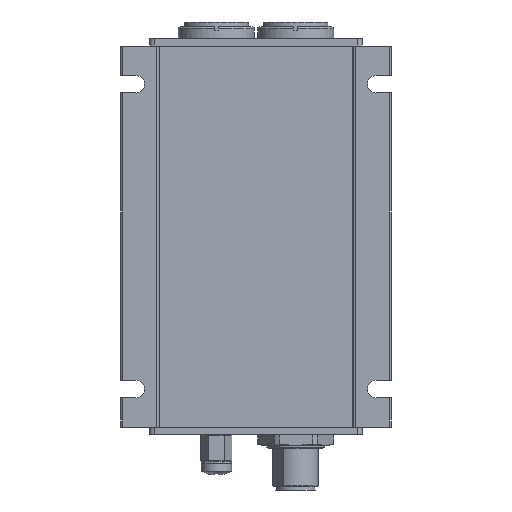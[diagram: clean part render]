
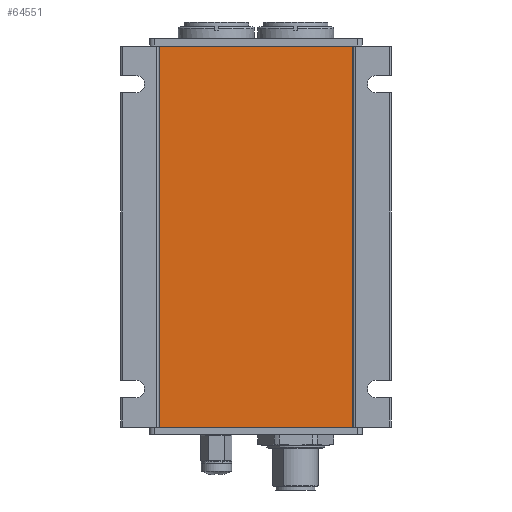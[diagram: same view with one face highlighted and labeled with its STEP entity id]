
A CAD part, front view. The second image highlights one B-rep face of the part: STEP entity #64551.
In plain terms, the highlighted planar face has unit normal (0, -1, 0).
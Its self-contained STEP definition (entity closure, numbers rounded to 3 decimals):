
#1033=PLANE('',#68919);
#4530=LINE('',#93852,#9889);
#4606=LINE('',#94175,#9965);
#4703=LINE('',#94375,#10062);
#4705=LINE('',#94378,#10064);
#9889=VECTOR('',#74483,50.6);
#9965=VECTOR('',#74745,50.6);
#10062=VECTOR('',#75018,100.);
#10064=VECTOR('',#75022,100.);
#15799=FACE_OUTER_BOUND('',#19368,.T.);
#19368=EDGE_LOOP('',(#44261,#44262,#44263,#44264));
#26088=VERTEX_POINT('',#93849);
#26089=VERTEX_POINT('',#93851);
#26242=VERTEX_POINT('',#94172);
#26243=VERTEX_POINT('',#94174);
#32845=EDGE_CURVE('',#26089,#26088,#4530,.T.);
#33009=EDGE_CURVE('',#26243,#26242,#4606,.T.);
#33115=EDGE_CURVE('',#26243,#26088,#4703,.T.);
#33117=EDGE_CURVE('',#26089,#26242,#4705,.T.);
#44261=ORIENTED_EDGE('',*,*,#33115,.F.);
#44262=ORIENTED_EDGE('',*,*,#33009,.T.);
#44263=ORIENTED_EDGE('',*,*,#33117,.F.);
#44264=ORIENTED_EDGE('',*,*,#32845,.T.);
#64551=ADVANCED_FACE('',(#15799),#1033,.T.);
#68919=AXIS2_PLACEMENT_3D('',#94393,#75050,#75051);
#74483=DIRECTION('',(1.,0.,0.));
#74745=DIRECTION('',(-1.,0.,0.));
#75018=DIRECTION('',(0.,0.,-1.));
#75022=DIRECTION('',(0.,0.,1.));
#75050=DIRECTION('center_axis',(0.,-1.,0.));
#75051=DIRECTION('ref_axis',(0.,0.,-1.));
#93849=CARTESIAN_POINT('',(25.3,-11.2,-50.));
#93851=CARTESIAN_POINT('',(-25.3,-11.2,-50.));
#93852=CARTESIAN_POINT('',(-25.3,-11.2,-50.));
#94172=CARTESIAN_POINT('',(-25.3,-11.2,50.));
#94174=CARTESIAN_POINT('',(25.3,-11.2,50.));
#94175=CARTESIAN_POINT('',(25.3,-11.2,50.));
#94375=CARTESIAN_POINT('',(25.3,-11.2,50.));
#94378=CARTESIAN_POINT('',(-25.3,-11.2,-50.));
#94393=CARTESIAN_POINT('Origin',(27.65,-11.2,0.));
